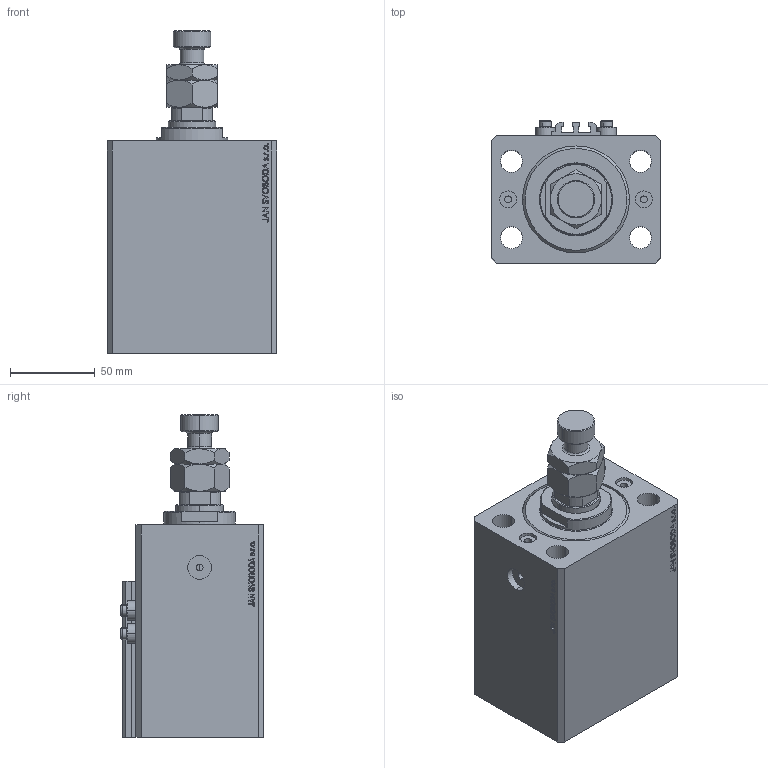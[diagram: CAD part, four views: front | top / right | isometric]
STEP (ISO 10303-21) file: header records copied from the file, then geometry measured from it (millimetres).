
FILE_DESCRIPTION (( 'STEP AP203' ), '1' );
FILE_NAME ('2cdd.STEP', '2022-04-21T07:07:15', ( '' ), ( '' ), 'SwSTEP 2.0', 'SolidWorks 2019', '' );
FILE_SCHEMA (( 'CONFIG_CONTROL_DESIGN' ));
Length unit declared in the file: millimetre
Products named in the file (6): V250CE_VC_C 20ff12c2a765a046870e64fb57d3ab9d; V250CE_C_Body 20ff12c2a765a046870e64fb57d3ab9d; ALLEN BOLT V250CE 20ff12c2a765a046870e64fb57d3ab9d; MFA 20ff12c2a765a046870e64fb57d3ab9d; 2cdd; V250CE_C_VCP 20ff12c2a765a046870e64fb57d3ab9d
Assembly tree (8 placements, depth 2):
  2cdd
    V250CE_C_Body 20ff12c2a765a046870e64fb57d3ab9d
    ALLEN BOLT V250CE 20ff12c2a765a046870e64fb57d3ab9d  x4
    V250CE_C_VCP 20ff12c2a765a046870e64fb57d3ab9d
    V250CE_VC_C 20ff12c2a765a046870e64fb57d3ab9d
    MFA 20ff12c2a765a046870e64fb57d3ab9d
Bounding box: 100 x 84 x 189.9 mm (x, y, z)
Volume: 844531.6 mm3; surface area: 149871.9 mm2
Topology: 9 solids, 9 shells, 1086 faces, 2709 edges, 1761 vertices
Faces by surface type: plane 520, bspline 374, cylinder 90, cone 84, torus 18
Entity records: 48928 total; most frequent: CARTESIAN_POINT 26434, ORIENTED_EDGE 5108, DIRECTION 3238, EDGE_CURVE 2554, VERTEX_POINT 1677, LINE 1508, VECTOR 1508, EDGE_LOOP 1135
